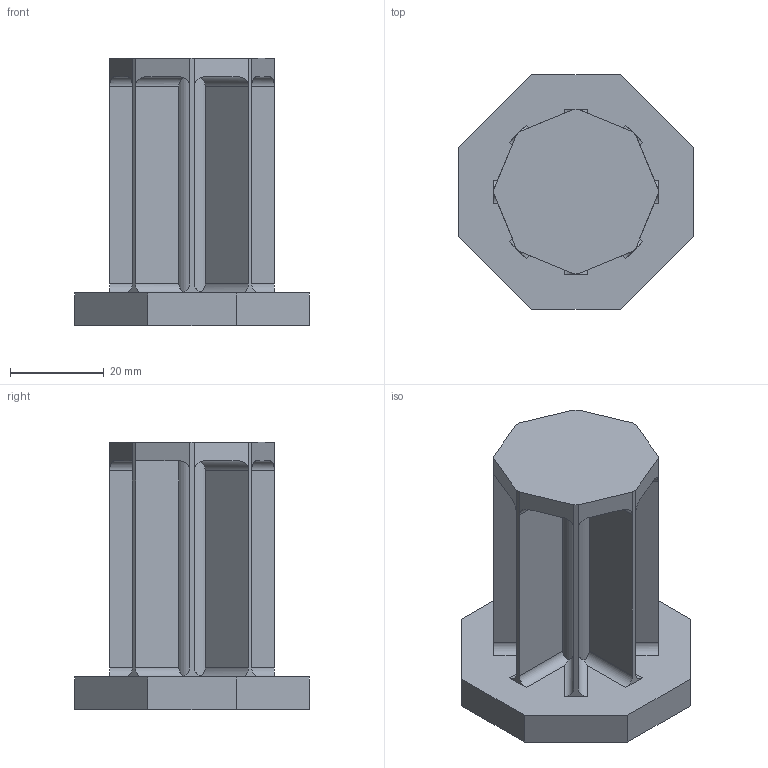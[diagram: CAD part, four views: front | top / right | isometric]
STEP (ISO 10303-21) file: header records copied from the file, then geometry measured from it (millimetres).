
FILE_DESCRIPTION(/* description */ (''),/* implementation_level */ '2;1');
FILE_NAME(/* name */ 'test x fextoure.step',/* time_stamp */ '2024-05-04T12:31:05+10:00',/* author */ (''),/* organization */ (''),/* preprocessor_version */ 'ST-DEVELOPER v20',/* originating_system */ 'Autodesk Translation Framework v12.20.1.177',/* authorisation */ '');
FILE_SCHEMA (('AUTOMOTIVE_DESIGN { 1 0 10303 214 3 1 1 }'));
Length unit declared in the file: millimetre
Products named in the file (1): Configuration 4
Bounding box: 50 x 50 x 57 mm (x, y, z)
Volume: 24194.1 mm3; surface area: 18724 mm2
Topology: 1 solids, 1 shells, 94 faces, 270 edges, 174 vertices
Faces by surface type: plane 58, cylinder 34, cone 2
Full cylindrical faces by diameter (mm): 7 x1, 9 x1, 13 x1, 15 x1
Entity records: 3265 total; most frequent: CARTESIAN_POINT 753, ORIENTED_EDGE 540, DIRECTION 486, EDGE_CURVE 270, LINE 184, VECTOR 184, VERTEX_POINT 174, AXIS2_PLACEMENT_3D 151
